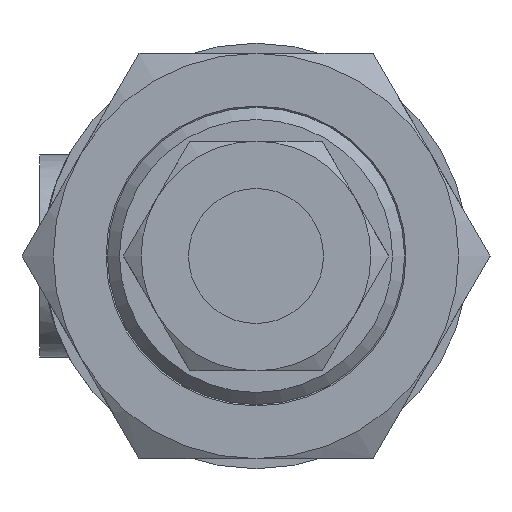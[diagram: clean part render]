
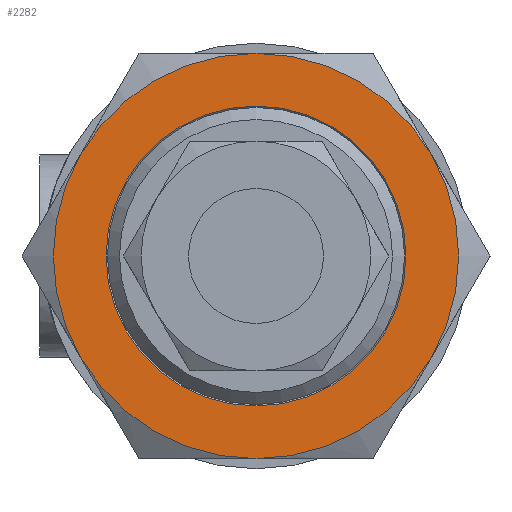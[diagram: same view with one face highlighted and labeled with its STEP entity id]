
A CAD part, front view. The second image highlights one B-rep face of the part: STEP entity #2282.
In plain terms, the highlighted face is planar.
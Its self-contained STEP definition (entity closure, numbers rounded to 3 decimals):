
#1471=CARTESIAN_POINT('',(7.5,12.99,0.));
#1472=VERTEX_POINT('',#1471);
#1486=CARTESIAN_POINT('',(15.0,0.,0.));
#1487=VERTEX_POINT('',#1486);
#1501=CARTESIAN_POINT('',(0.0,0.0,0.0));
#1502=DIRECTION('',(0.0,0.0,-1.0));
#1503=DIRECTION('',(0.0,-1.0,0.0));
#1504=AXIS2_PLACEMENT_3D('',#1501,#1502,#1503);
#1505=CIRCLE('',#1504,15.);
#1506=EDGE_CURVE('',#1472,#1487,#1505,.T.);
#1518=CARTESIAN_POINT('',(-7.5,12.99,0.));
#1519=VERTEX_POINT('',#1518);
#1546=CARTESIAN_POINT('',(0.0,0.0,0.0));
#1547=DIRECTION('',(0.0,0.0,-1.0));
#1548=DIRECTION('',(0.0,-1.0,0.0));
#1549=AXIS2_PLACEMENT_3D('',#1546,#1547,#1548);
#1550=CIRCLE('',#1549,15.);
#1551=EDGE_CURVE('',#1519,#1472,#1550,.T.);
#1563=CARTESIAN_POINT('',(-15.0,0.0,0.));
#1564=VERTEX_POINT('',#1563);
#1591=CARTESIAN_POINT('',(0.0,0.0,0.0));
#1592=DIRECTION('',(0.0,0.0,-1.0));
#1593=DIRECTION('',(0.0,-1.0,0.0));
#1594=AXIS2_PLACEMENT_3D('',#1591,#1592,#1593);
#1595=CIRCLE('',#1594,15.);
#1596=EDGE_CURVE('',#1564,#1519,#1595,.T.);
#1621=CARTESIAN_POINT('',(-7.5,-12.99,0.));
#1622=VERTEX_POINT('',#1621);
#1623=CARTESIAN_POINT('',(0.0,0.0,0.0));
#1624=DIRECTION('',(0.0,0.0,-1.0));
#1625=DIRECTION('',(0.0,-1.0,0.0));
#1626=AXIS2_PLACEMENT_3D('',#1623,#1624,#1625);
#1627=CIRCLE('',#1626,15.);
#1628=EDGE_CURVE('',#1622,#1564,#1627,.T.);
#1666=CARTESIAN_POINT('',(7.5,-12.99,0.));
#1667=VERTEX_POINT('',#1666);
#1668=CARTESIAN_POINT('',(0.0,0.0,0.0));
#1669=DIRECTION('',(0.0,0.0,-1.0));
#1670=DIRECTION('',(0.0,-1.0,0.0));
#1671=AXIS2_PLACEMENT_3D('',#1668,#1669,#1670);
#1672=CIRCLE('',#1671,15.);
#1673=EDGE_CURVE('',#1667,#1622,#1672,.T.);
#1711=CARTESIAN_POINT('',(0.0,0.0,0.0));
#1712=DIRECTION('',(0.0,0.0,-1.0));
#1713=DIRECTION('',(0.0,-1.0,0.0));
#1714=AXIS2_PLACEMENT_3D('',#1711,#1712,#1713);
#1715=CIRCLE('',#1714,15.);
#1716=EDGE_CURVE('',#1487,#1667,#1715,.T.);
#2092=CARTESIAN_POINT('',(-11.1,0.0,0.0));
#2093=VERTEX_POINT('',#2092);
#2094=CARTESIAN_POINT('',(0.0,0.0,0.0));
#2095=DIRECTION('',(0.0,0.0,1.0));
#2096=DIRECTION('',(-1.0,0.0,0.0));
#2097=AXIS2_PLACEMENT_3D('',#2094,#2095,#2096);
#2098=CIRCLE('',#2097,11.1);
#2099=EDGE_CURVE('',#2093,#2093,#2098,.T.);
#2266=CARTESIAN_POINT('',(0.,0.,0.0));
#2267=DIRECTION('',(0.0,0.0,1.0));
#2268=DIRECTION('',(1.0,0.0,0.0));
#2269=AXIS2_PLACEMENT_3D('',#2266,#2267,#2268);
#2270=PLANE('',#2269);
#2271=ORIENTED_EDGE('',*,*,#1716,.T.);
#2272=ORIENTED_EDGE('',*,*,#1673,.T.);
#2273=ORIENTED_EDGE('',*,*,#1628,.T.);
#2274=ORIENTED_EDGE('',*,*,#1596,.T.);
#2275=ORIENTED_EDGE('',*,*,#1551,.T.);
#2276=ORIENTED_EDGE('',*,*,#1506,.T.);
#2277=EDGE_LOOP('',(#2271,#2272,#2273,#2274,#2275,#2276));
#2278=FACE_OUTER_BOUND('',#2277,.T.);
#2279=ORIENTED_EDGE('',*,*,#2099,.T.);
#2280=EDGE_LOOP('',(#2279));
#2281=FACE_BOUND('',#2280,.T.);
#2282=ADVANCED_FACE('',(#2278,#2281),#2270,.F.);
